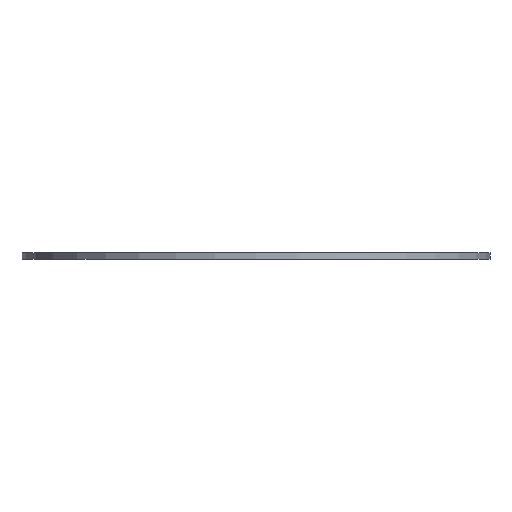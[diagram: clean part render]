
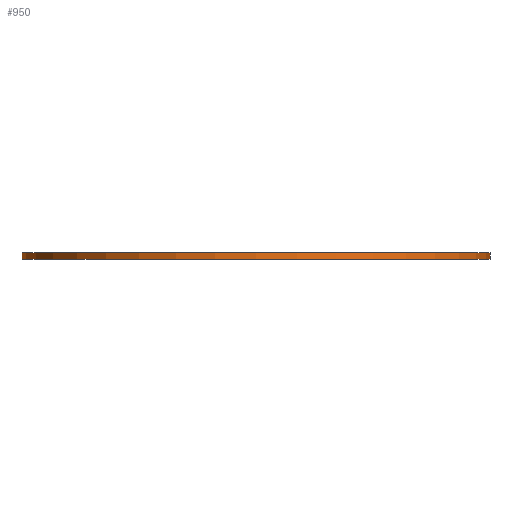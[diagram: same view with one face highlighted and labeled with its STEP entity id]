
A CAD part, front view. The second image highlights one B-rep face of the part: STEP entity #950.
In plain terms, the highlighted cylindrical face has radius 211.67 mm (diameter 423.341 mm), a partial arc.
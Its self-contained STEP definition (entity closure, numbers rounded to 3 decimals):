
#53 = CARTESIAN_POINT ( 'NONE',  ( 0., 0., 6. ) ) ;
#99 = CARTESIAN_POINT ( 'NONE',  ( 211.67, 0., 6. ) ) ;
#124 = AXIS2_PLACEMENT_3D ( 'NONE', #1750, #853, #848 ) ;
#158 = CYLINDRICAL_SURFACE ( 'NONE', #1904, 211.67 ) ;
#162 = ORIENTED_EDGE ( 'NONE', *, *, #1040, .T. ) ;
#313 = VERTEX_POINT ( 'NONE', #857 ) ;
#363 = DIRECTION ( 'NONE',  ( 0., 0., -1. ) ) ;
#419 = ORIENTED_EDGE ( 'NONE', *, *, #1780, .F. ) ;
#546 = ORIENTED_EDGE ( 'NONE', *, *, #1797, .T. ) ;
#555 = CARTESIAN_POINT ( 'NONE',  ( 211.67, 0., 6. ) ) ;
#565 = VECTOR ( 'NONE', #1017, 1000. ) ;
#713 = ORIENTED_EDGE ( 'NONE', *, *, #1026, .F. ) ;
#799 = AXIS2_PLACEMENT_3D ( 'NONE', #914, #1663, #1059 ) ;
#848 = DIRECTION ( 'NONE',  ( 1., 0., 0. ) ) ;
#853 = DIRECTION ( 'NONE',  ( 0., 0., 1. ) ) ;
#857 = CARTESIAN_POINT ( 'NONE',  ( 211.67, 0., 0. ) ) ;
#914 = CARTESIAN_POINT ( 'NONE',  ( 0., 0., 6. ) ) ;
#950 = ADVANCED_FACE ( 'NONE', ( #1166 ), #158, .T. ) ;
#1017 = DIRECTION ( 'NONE',  ( 0., 0., -1. ) ) ;
#1026 = EDGE_CURVE ( 'NONE', #1239, #313, #1371, .T. ) ;
#1040 = EDGE_CURVE ( 'NONE', #1881, #313, #1700, .T. ) ;
#1059 = DIRECTION ( 'NONE',  ( 1., 0., 0. ) ) ;
#1166 = FACE_OUTER_BOUND ( 'NONE', #1847, .T. ) ;
#1237 = CARTESIAN_POINT ( 'NONE',  ( -211.67, 0., 0. ) ) ;
#1239 = VERTEX_POINT ( 'NONE', #555 ) ;
#1257 = VERTEX_POINT ( 'NONE', #1716 ) ;
#1279 = LINE ( 'NONE', #1478, #1818 ) ;
#1371 = LINE ( 'NONE', #99, #565 ) ;
#1432 = DIRECTION ( 'NONE',  ( -1., 0., 0. ) ) ;
#1478 = CARTESIAN_POINT ( 'NONE',  ( -211.67, 0., 6. ) ) ;
#1663 = DIRECTION ( 'NONE',  ( 0., 0., 1. ) ) ;
#1700 = CIRCLE ( 'NONE', #124, 211.67 ) ;
#1716 = CARTESIAN_POINT ( 'NONE',  ( -211.67, 0., 6. ) ) ;
#1750 = CARTESIAN_POINT ( 'NONE',  ( 0., 0., 0. ) ) ;
#1780 = EDGE_CURVE ( 'NONE', #1257, #1239, #1794, .T. ) ;
#1792 = DIRECTION ( 'NONE',  ( 0., 0., -1. ) ) ;
#1794 = CIRCLE ( 'NONE', #799, 211.67 ) ;
#1797 = EDGE_CURVE ( 'NONE', #1257, #1881, #1279, .T. ) ;
#1818 = VECTOR ( 'NONE', #1792, 1000. ) ;
#1847 = EDGE_LOOP ( 'NONE', ( #713, #419, #546, #162 ) ) ;
#1881 = VERTEX_POINT ( 'NONE', #1237 ) ;
#1904 = AXIS2_PLACEMENT_3D ( 'NONE', #53, #363, #1432 ) ;
